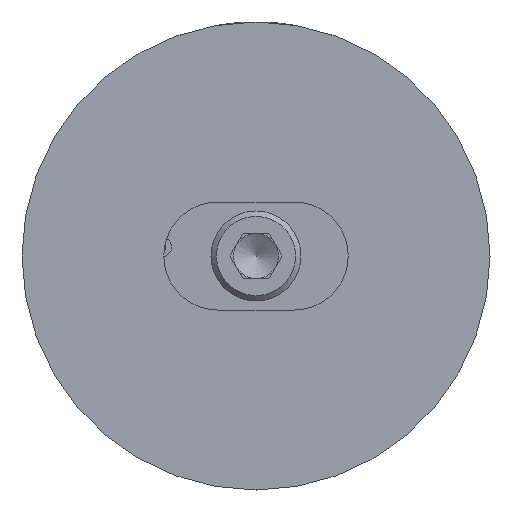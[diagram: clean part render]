
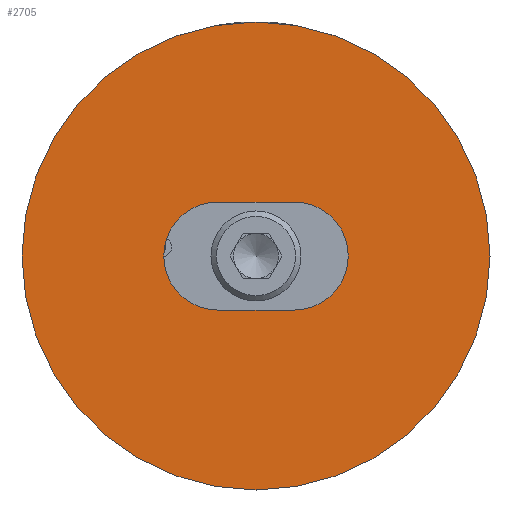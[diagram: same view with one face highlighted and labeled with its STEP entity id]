
A CAD part, front view. The second image highlights one B-rep face of the part: STEP entity #2705.
In plain terms, the highlighted planar face has unit normal (0, -1, 0).
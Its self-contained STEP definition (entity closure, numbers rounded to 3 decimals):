
#517 = FACE_BOUND ( 'NONE', #4161, .T. ) ;
#534 = CARTESIAN_POINT ( 'NONE',  ( -4.25, 0., 6. ) ) ;
#653 = DIRECTION ( 'NONE',  ( 0., 1., 0. ) ) ;
#937 = CARTESIAN_POINT ( 'NONE',  ( 4.25, 0., 6. ) ) ;
#1242 = DIRECTION ( 'NONE',  ( 0., 1., 0. ) ) ;
#1325 = CARTESIAN_POINT ( 'NONE',  ( 0., 0., 26. ) ) ;
#1620 = CIRCLE ( 'NONE', #9266, 6. ) ;
#2370 = VECTOR ( 'NONE', #13865, 1000. ) ;
#2499 = FACE_OUTER_BOUND ( 'NONE', #19936, .T. ) ;
#2705 = ADVANCED_FACE ( 'NONE', ( #517, #2499 ), #6648, .F. ) ;
#2964 = VERTEX_POINT ( 'NONE', #13637 ) ;
#3209 = LINE ( 'NONE', #534, #15970 ) ;
#3513 = CARTESIAN_POINT ( 'NONE',  ( 4.25, 0., -6. ) ) ;
#4058 = EDGE_CURVE ( 'NONE', #18390, #2964, #6525, .T. ) ;
#4161 = EDGE_LOOP ( 'NONE', ( #18434, #14736, #6127, #4518 ) ) ;
#4518 = ORIENTED_EDGE ( 'NONE', *, *, #6574, .T. ) ;
#6052 = AXIS2_PLACEMENT_3D ( 'NONE', #19954, #12146, #15398 ) ;
#6127 = ORIENTED_EDGE ( 'NONE', *, *, #10069, .T. ) ;
#6392 = DIRECTION ( 'NONE',  ( 1., 0., 0. ) ) ;
#6525 = CIRCLE ( 'NONE', #20344, 6. ) ;
#6574 = EDGE_CURVE ( 'NONE', #10222, #11387, #1620, .T. ) ;
#6648 = PLANE ( 'NONE',  #6997 ) ;
#6997 = AXIS2_PLACEMENT_3D ( 'NONE', #16498, #8534, #8266 ) ;
#7891 = LINE ( 'NONE', #10657, #2370 ) ;
#8205 = CIRCLE ( 'NONE', #6052, 26. ) ;
#8266 = DIRECTION ( 'NONE',  ( 0., 0., 1. ) ) ;
#8534 = DIRECTION ( 'NONE',  ( 0., 1., 0. ) ) ;
#9144 = CARTESIAN_POINT ( 'NONE',  ( -4.25, 0., 0. ) ) ;
#9266 = AXIS2_PLACEMENT_3D ( 'NONE', #10233, #653, #18094 ) ;
#10069 = EDGE_CURVE ( 'NONE', #2964, #10222, #3209, .T. ) ;
#10222 = VERTEX_POINT ( 'NONE', #937 ) ;
#10233 = CARTESIAN_POINT ( 'NONE',  ( 4.25, 0., 0. ) ) ;
#10657 = CARTESIAN_POINT ( 'NONE',  ( -4.25, 0., -6. ) ) ;
#10987 = EDGE_CURVE ( 'NONE', #14323, #14323, #8205, .T. ) ;
#11102 = ORIENTED_EDGE ( 'NONE', *, *, #10987, .F. ) ;
#11387 = VERTEX_POINT ( 'NONE', #3513 ) ;
#12146 = DIRECTION ( 'NONE',  ( 0., 1., 0. ) ) ;
#12306 = DIRECTION ( 'NONE',  ( 0., 0., 1. ) ) ;
#13637 = CARTESIAN_POINT ( 'NONE',  ( -4.25, 0., 6. ) ) ;
#13865 = DIRECTION ( 'NONE',  ( -1., 0., 0. ) ) ;
#14323 = VERTEX_POINT ( 'NONE', #1325 ) ;
#14502 = EDGE_CURVE ( 'NONE', #11387, #18390, #7891, .T. ) ;
#14736 = ORIENTED_EDGE ( 'NONE', *, *, #4058, .T. ) ;
#15398 = DIRECTION ( 'NONE',  ( 0., 0., 1. ) ) ;
#15970 = VECTOR ( 'NONE', #6392, 1000. ) ;
#16498 = CARTESIAN_POINT ( 'NONE',  ( 0., 0., 0. ) ) ;
#17846 = CARTESIAN_POINT ( 'NONE',  ( -4.25, 0., -6. ) ) ;
#18094 = DIRECTION ( 'NONE',  ( 0., 0., 1. ) ) ;
#18390 = VERTEX_POINT ( 'NONE', #17846 ) ;
#18434 = ORIENTED_EDGE ( 'NONE', *, *, #14502, .T. ) ;
#19936 = EDGE_LOOP ( 'NONE', ( #11102 ) ) ;
#19954 = CARTESIAN_POINT ( 'NONE',  ( 0., 0., 0. ) ) ;
#20344 = AXIS2_PLACEMENT_3D ( 'NONE', #9144, #1242, #12306 ) ;
